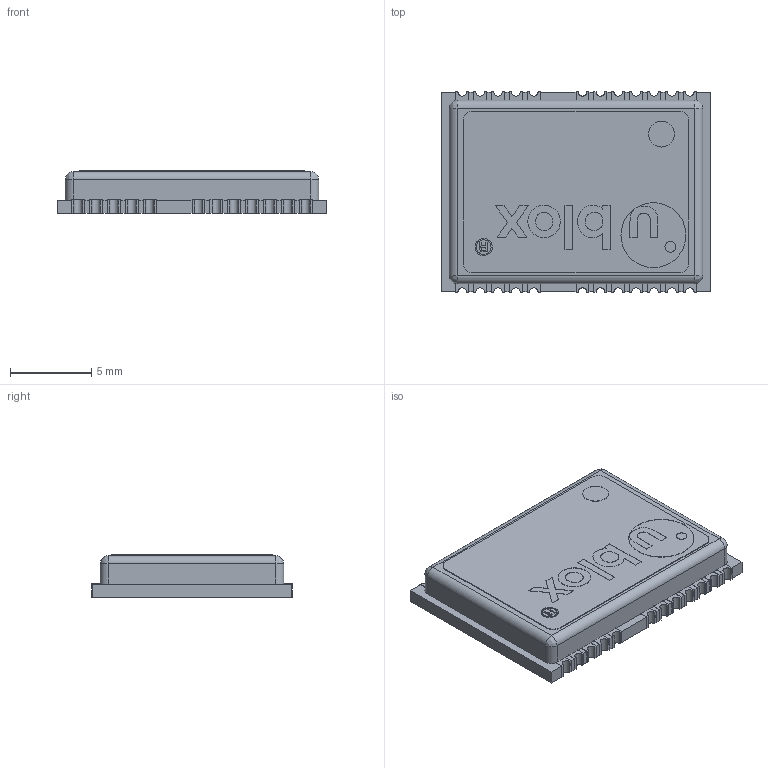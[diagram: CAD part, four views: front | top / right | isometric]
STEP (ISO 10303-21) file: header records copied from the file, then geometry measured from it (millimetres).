
FILE_DESCRIPTION (( 'STEP AP214' ), '1' );
FILE_NAME ('1E5F7E86-8961-4305-B3FC-EE9641C3948E.STEP', '2022-11-07T12:12:01', ( '' ), ( '' ), 'SwSTEP 2.0', 'SolidWorks 2022', '' );
FILE_SCHEMA (( 'AUTOMOTIVE_DESIGN' ));
Length unit declared in the file: millimetre
Products named in the file (1): 1E5F7E86-8961-4305-B3FC-EE9641C3948E
Bounding box: 16.6 x 12.36 x 2.64 mm (x, y, z)
Volume: 480.3 mm3; surface area: 1008.9 mm2
Topology: 26 solids, 26 shells, 470 faces, 1201 edges, 794 vertices
Faces by surface type: plane 382, bspline 46, cylinder 42
Entity records: 21708 total; most frequent: CARTESIAN_POINT 5300, ORIENTED_EDGE 2394, DIRECTION 2047, EDGE_CURVE 1197, LINE 1029, VECTOR 1029, VERTEX_POINT 794, AXIS2_PLACEMENT_3D 509
